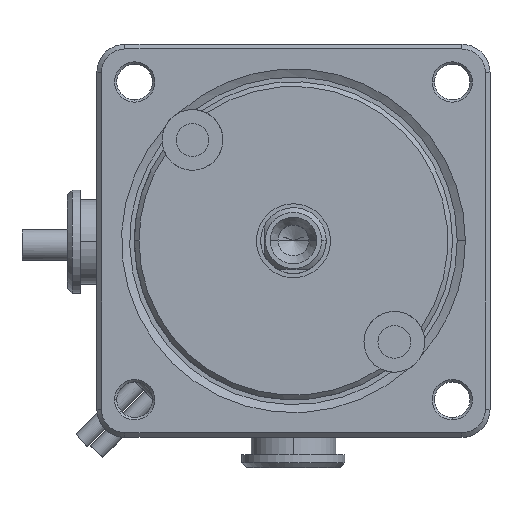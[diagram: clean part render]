
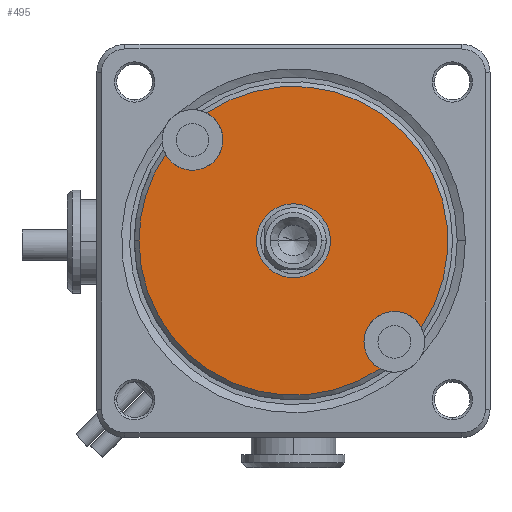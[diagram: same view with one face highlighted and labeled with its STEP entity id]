
A CAD part, top view. The second image highlights one B-rep face of the part: STEP entity #495.
In plain terms, the highlighted planar face has unit normal (0, 0, 1).
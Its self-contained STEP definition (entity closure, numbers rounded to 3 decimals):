
#6 = AXIS2_PLACEMENT_3D ( 'NONE', #4729, #122, #942 ) ;
#97 = DIRECTION ( 'NONE',  ( 0., 0., 1. ) ) ;
#122 = DIRECTION ( 'NONE',  ( 0., 0., -1. ) ) ;
#321 = CARTESIAN_POINT ( 'NONE',  ( 9.262, -13.655, 10. ) ) ;
#444 = CARTESIAN_POINT ( 'NONE',  ( 7.533, -10.783, 10. ) ) ;
#470 = EDGE_CURVE ( 'NONE', #1865, #1906, #1422, .T. ) ;
#495 = ADVANCED_FACE ( 'Defeature ausgef�hrt1_7', ( #2874, #880 ), #2577, .F. ) ;
#581 = EDGE_CURVE ( 'NONE', #1436, #1865, #1660, .T. ) ;
#611 = ORIENTED_EDGE ( 'NONE', *, *, #3524, .T. ) ;
#661 = DIRECTION ( 'NONE',  ( -1., 0., 0. ) ) ;
#794 = AXIS2_PLACEMENT_3D ( 'NONE', #1211, #1661, #3350 ) ;
#800 = CARTESIAN_POINT ( 'NONE',  ( -10.783, 10.783, 10. ) ) ;
#880 = FACE_OUTER_BOUND ( 'NONE', #3733, .T. ) ;
#939 = CIRCLE ( 'NONE', #3937, 3.25 ) ;
#942 = DIRECTION ( 'NONE',  ( -1., 0., 0. ) ) ;
#1123 = DIRECTION ( 'NONE',  ( 1., 0., 0. ) ) ;
#1173 = EDGE_CURVE ( 'NONE', #2453, #5400, #939, .T. ) ;
#1211 = CARTESIAN_POINT ( 'NONE',  ( 0., 0., 10. ) ) ;
#1229 = EDGE_CURVE ( 'NONE', #5400, #3748, #5090, .T. ) ;
#1422 = CIRCLE ( 'NONE', #4527, 3.25 ) ;
#1436 = VERTEX_POINT ( 'NONE', #5031 ) ;
#1459 = DIRECTION ( 'NONE',  ( -1., 0., 0. ) ) ;
#1660 = CIRCLE ( 'NONE', #5271, 3.25 ) ;
#1661 = DIRECTION ( 'NONE',  ( 0., 0., -1. ) ) ;
#1662 = ORIENTED_EDGE ( 'NONE', *, *, #3815, .T. ) ;
#1771 = EDGE_LOOP ( 'NONE', ( #4160, #1662 ) ) ;
#1824 = DIRECTION ( 'NONE',  ( 0., 0., 1. ) ) ;
#1865 = VERTEX_POINT ( 'NONE', #4362 ) ;
#1906 = VERTEX_POINT ( 'NONE', #3473 ) ;
#2011 = DIRECTION ( 'NONE',  ( 1., 0., 0. ) ) ;
#2080 = CARTESIAN_POINT ( 'NONE',  ( 10.783, -10.783, 10. ) ) ;
#2124 = DIRECTION ( 'NONE',  ( 0., 0., 1. ) ) ;
#2147 = CARTESIAN_POINT ( 'NONE',  ( 0., 0., 10. ) ) ;
#2153 = ORIENTED_EDGE ( 'NONE', *, *, #3842, .T. ) ;
#2181 = CARTESIAN_POINT ( 'NONE',  ( 10.783, -10.783, 10. ) ) ;
#2200 = CIRCLE ( 'NONE', #794, 3.95 ) ;
#2453 = VERTEX_POINT ( 'NONE', #5459 ) ;
#2466 = AXIS2_PLACEMENT_3D ( 'NONE', #5153, #2567, #4248 ) ;
#2519 = CARTESIAN_POINT ( 'NONE',  ( -16.5, 0., 10. ) ) ;
#2567 = DIRECTION ( 'NONE',  ( 0., 0., 1. ) ) ;
#2577 = PLANE ( 'NONE',  #5408 ) ;
#2819 = CIRCLE ( 'NONE', #5285, 16.5 ) ;
#2874 = FACE_BOUND ( 'NONE', #1771, .T. ) ;
#2989 = VERTEX_POINT ( 'NONE', #2519 ) ;
#3084 = AXIS2_PLACEMENT_3D ( 'NONE', #4004, #1824, #661 ) ;
#3243 = ORIENTED_EDGE ( 'NONE', *, *, #581, .F. ) ;
#3350 = DIRECTION ( 'NONE',  ( -1., 0., 0. ) ) ;
#3473 = CARTESIAN_POINT ( 'NONE',  ( -9.262, 13.655, 10. ) ) ;
#3498 = AXIS2_PLACEMENT_3D ( 'NONE', #2181, #5458, #4266 ) ;
#3524 = EDGE_CURVE ( 'NONE', #1436, #2989, #5021, .T. ) ;
#3567 = CARTESIAN_POINT ( 'NONE',  ( 0., 0., 10. ) ) ;
#3733 = EDGE_LOOP ( 'NONE', ( #2153, #4366, #3243, #611, #4452, #4296, #4530 ) ) ;
#3748 = VERTEX_POINT ( 'NONE', #321 ) ;
#3815 = EDGE_CURVE ( 'NONE', #3945, #5143, #5199, .T. ) ;
#3832 = DIRECTION ( 'NONE',  ( -1., 0., 0. ) ) ;
#3842 = EDGE_CURVE ( 'NONE', #2453, #1906, #4230, .T. ) ;
#3881 = EDGE_CURVE ( 'NONE', #2989, #3748, #2819, .T. ) ;
#3937 = AXIS2_PLACEMENT_3D ( 'NONE', #2080, #97, #4678 ) ;
#3945 = VERTEX_POINT ( 'NONE', #5278 ) ;
#3952 = CARTESIAN_POINT ( 'NONE',  ( -3.95, 0., 10. ) ) ;
#4004 = CARTESIAN_POINT ( 'NONE',  ( 0., 0., 10. ) ) ;
#4111 = EDGE_CURVE ( 'NONE', #5143, #3945, #2200, .T. ) ;
#4118 = DIRECTION ( 'NONE',  ( 0., 0., 1. ) ) ;
#4160 = ORIENTED_EDGE ( 'NONE', *, *, #4111, .T. ) ;
#4230 = CIRCLE ( 'NONE', #3084, 16.5 ) ;
#4248 = DIRECTION ( 'NONE',  ( -1., 0., 0. ) ) ;
#4266 = DIRECTION ( 'NONE',  ( 1., 0., 0. ) ) ;
#4296 = ORIENTED_EDGE ( 'NONE', *, *, #1229, .F. ) ;
#4362 = CARTESIAN_POINT ( 'NONE',  ( -7.533, 10.783, 10. ) ) ;
#4366 = ORIENTED_EDGE ( 'NONE', *, *, #470, .F. ) ;
#4452 = ORIENTED_EDGE ( 'NONE', *, *, #3881, .T. ) ;
#4527 = AXIS2_PLACEMENT_3D ( 'NONE', #800, #2124, #2011 ) ;
#4530 = ORIENTED_EDGE ( 'NONE', *, *, #1173, .F. ) ;
#4667 = DIRECTION ( 'NONE',  ( 0., 0., -1. ) ) ;
#4678 = DIRECTION ( 'NONE',  ( 1., 0., 0. ) ) ;
#4729 = CARTESIAN_POINT ( 'NONE',  ( 0., 0., 10. ) ) ;
#4886 = CARTESIAN_POINT ( 'NONE',  ( -10.783, 10.783, 10. ) ) ;
#4889 = DIRECTION ( 'NONE',  ( 0., 0., 1. ) ) ;
#5021 = CIRCLE ( 'NONE', #2466, 16.5 ) ;
#5031 = CARTESIAN_POINT ( 'NONE',  ( -13.655, 9.262, 10. ) ) ;
#5090 = CIRCLE ( 'NONE', #3498, 3.25 ) ;
#5143 = VERTEX_POINT ( 'NONE', #3952 ) ;
#5153 = CARTESIAN_POINT ( 'NONE',  ( 0., 0., 10. ) ) ;
#5199 = CIRCLE ( 'NONE', #6, 3.95 ) ;
#5271 = AXIS2_PLACEMENT_3D ( 'NONE', #4886, #4118, #1123 ) ;
#5278 = CARTESIAN_POINT ( 'NONE',  ( 3.95, 0., 10. ) ) ;
#5285 = AXIS2_PLACEMENT_3D ( 'NONE', #3567, #4889, #1459 ) ;
#5400 = VERTEX_POINT ( 'NONE', #444 ) ;
#5408 = AXIS2_PLACEMENT_3D ( 'NONE', #2147, #4667, #3832 ) ;
#5458 = DIRECTION ( 'NONE',  ( 0., 0., 1. ) ) ;
#5459 = CARTESIAN_POINT ( 'NONE',  ( 13.655, -9.262, 10. ) ) ;
